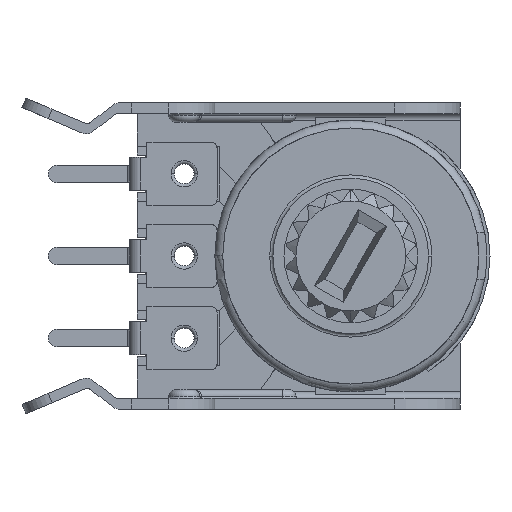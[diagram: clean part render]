
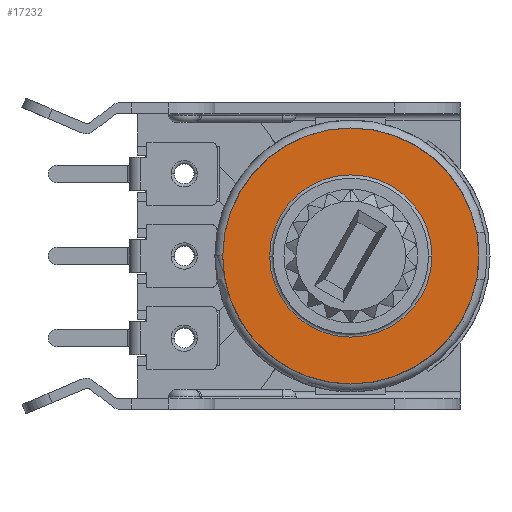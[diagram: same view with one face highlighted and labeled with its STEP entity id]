
A CAD part, front view. The second image highlights one B-rep face of the part: STEP entity #17232.
In plain terms, the highlighted planar face has unit normal (0, -1, 0).
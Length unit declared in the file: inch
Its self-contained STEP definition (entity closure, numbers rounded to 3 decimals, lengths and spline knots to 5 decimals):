
#582 = CARTESIAN_POINT ( 'NONE',  ( 0., 0., 0. ) ) ;
#1028 = DIRECTION ( 'NONE',  ( 0., -1., 0. ) ) ;
#1036 = ORIENTED_EDGE ( 'NONE', *, *, #12923, .F. ) ;
#1100 = DIRECTION ( 'NONE',  ( 0., 0., 1. ) ) ;
#1508 = VERTEX_POINT ( 'NONE', #6406 ) ;
#2320 = AXIS2_PLACEMENT_3D ( 'NONE', #582, #4852, #14434 ) ;
#2486 = FACE_BOUND ( 'NONE', #8669, .T. ) ;
#2659 = DIRECTION ( 'NONE',  ( 0., 0., -1. ) ) ;
#3226 = DIRECTION ( 'NONE',  ( 0., -1., 0. ) ) ;
#3756 = VERTEX_POINT ( 'NONE', #9759 ) ;
#3893 = AXIS2_PLACEMENT_3D ( 'NONE', #6754, #9603, #2659 ) ;
#4092 = EDGE_CURVE ( 'NONE', #1508, #6138, #8552, .T. ) ;
#4502 = EDGE_CURVE ( 'NONE', #3756, #8184, #10745, .T. ) ;
#4852 = DIRECTION ( 'NONE',  ( 0., -1., 0. ) ) ;
#4892 = DIRECTION ( 'NONE',  ( -1., 0., 0. ) ) ;
#5103 = EDGE_LOOP ( 'NONE', ( #18286, #8818 ) ) ;
#6138 = VERTEX_POINT ( 'NONE', #13341 ) ;
#6406 = CARTESIAN_POINT ( 'NONE',  ( 0.14567, 0., 0. ) ) ;
#6754 = CARTESIAN_POINT ( 'NONE',  ( 0., 0., 0. ) ) ;
#8088 = DIRECTION ( 'NONE',  ( 1., 0., 0. ) ) ;
#8184 = VERTEX_POINT ( 'NONE', #17647 ) ;
#8552 = CIRCLE ( 'NONE', #2320, 0.14567 ) ;
#8669 = EDGE_LOOP ( 'NONE', ( #1036, #16191 ) ) ;
#8692 = CIRCLE ( 'NONE', #18196, 0.23 ) ;
#8818 = ORIENTED_EDGE ( 'NONE', *, *, #4502, .T. ) ;
#8883 = CARTESIAN_POINT ( 'NONE',  ( 0., 0., 0. ) ) ;
#9603 = DIRECTION ( 'NONE',  ( 0., -1., 0. ) ) ;
#9615 = FACE_OUTER_BOUND ( 'NONE', #5103, .T. ) ;
#9759 = CARTESIAN_POINT ( 'NONE',  ( 0., 0., -0.23 ) ) ;
#10745 = CIRCLE ( 'NONE', #3893, 0.23 ) ;
#11943 = AXIS2_PLACEMENT_3D ( 'NONE', #16626, #16564, #8088 ) ;
#12628 = CARTESIAN_POINT ( 'NONE',  ( 0., 0., 0. ) ) ;
#12923 = EDGE_CURVE ( 'NONE', #6138, #1508, #15595, .T. ) ;
#13341 = CARTESIAN_POINT ( 'NONE',  ( -0.14567, 0., 0. ) ) ;
#13693 = EDGE_CURVE ( 'NONE', #8184, #3756, #8692, .T. ) ;
#14434 = DIRECTION ( 'NONE',  ( 1., 0., 0. ) ) ;
#15103 = AXIS2_PLACEMENT_3D ( 'NONE', #8883, #3226, #4892 ) ;
#15170 = PLANE ( 'NONE',  #11943 ) ;
#15595 = CIRCLE ( 'NONE', #15103, 0.14567 ) ;
#16191 = ORIENTED_EDGE ( 'NONE', *, *, #4092, .F. ) ;
#16564 = DIRECTION ( 'NONE',  ( 0., 1., 0. ) ) ;
#16626 = CARTESIAN_POINT ( 'NONE',  ( 0., 0., 0. ) ) ;
#17232 = ADVANCED_FACE ( 'NONE', ( #9615, #2486 ), #15170, .F. ) ;
#17647 = CARTESIAN_POINT ( 'NONE',  ( 0., 0., 0.23 ) ) ;
#18196 = AXIS2_PLACEMENT_3D ( 'NONE', #12628, #1028, #1100 ) ;
#18286 = ORIENTED_EDGE ( 'NONE', *, *, #13693, .T. ) ;
